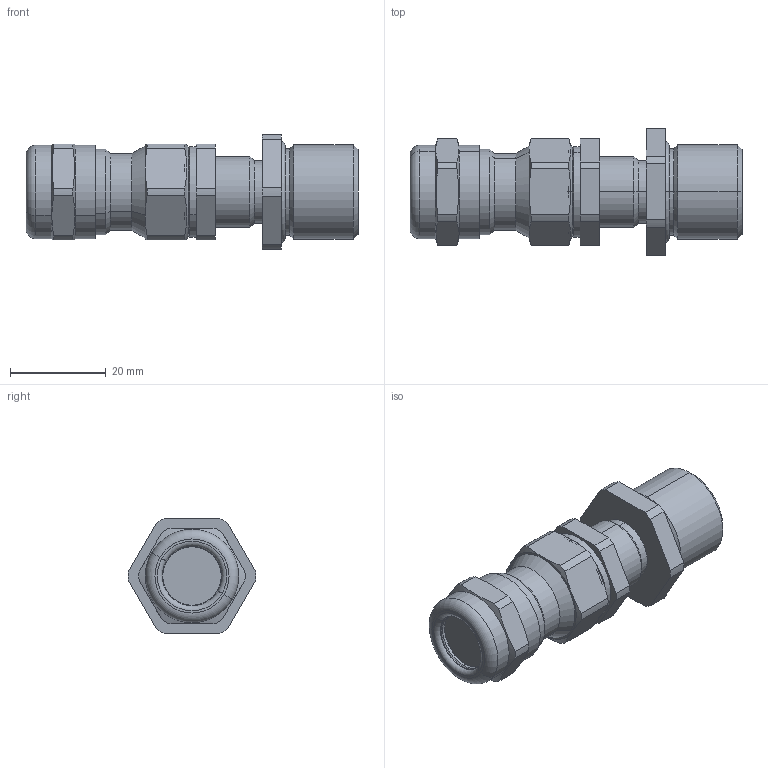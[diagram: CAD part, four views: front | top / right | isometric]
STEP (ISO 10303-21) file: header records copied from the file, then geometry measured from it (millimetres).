
FILE_DESCRIPTION (( 'STEP AP203' ), '1' );
FILE_NAME ('4114209.STEP', '2024-07-19T06:29:10', ( '' ), ( '' ), 'SwSTEP 2.0', 'SolidWorks 2023', '' );
FILE_SCHEMA (( 'CONFIG_CONTROL_DESIGN' ));
Length unit declared in the file: millimetre
Products named in the file (11): D9905000; D9905100; 4114209; D9905320; D9201095-D17; D9004500; D9005500; D1304500; D9905200; d9217200-M20; D1305500
Assembly tree (10 placements, depth 2):
  4114209
    D9905320
    D9004500
    D1304500
    D9905200
    D9905100
    D9005500
    D1305500
    D9905000
    d9217200-M20
    D9201095-D17
Bounding box: 69.4 x 26.69 x 24 mm (x, y, z)
Volume: 12229.8 mm3; surface area: 13780.5 mm2
Topology: 10 solids, 10 shells, 264 faces, 568 edges, 342 vertices
Faces by surface type: cylinder 94, cone 82, plane 62, torus 26
Entity records: 8441 total; most frequent: DIRECTION 1398, CARTESIAN_POINT 1331, ORIENTED_EDGE 1136, AXIS2_PLACEMENT_3D 593, EDGE_CURVE 568, VERTEX_POINT 342, CIRCLE 316, EDGE_LOOP 298
